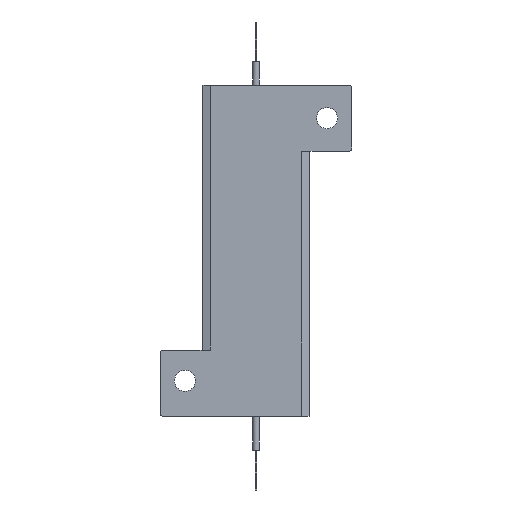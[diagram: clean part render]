
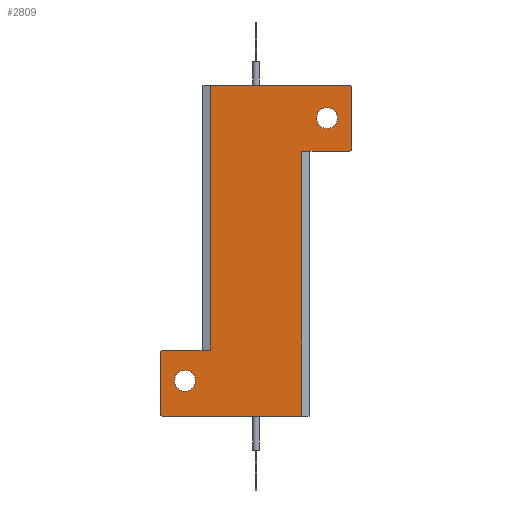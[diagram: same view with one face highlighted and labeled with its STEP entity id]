
A CAD part, front view. The second image highlights one B-rep face of the part: STEP entity #2809.
In plain terms, the highlighted planar face has unit normal (0, -1, 0).
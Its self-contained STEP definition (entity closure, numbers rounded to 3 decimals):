
#16 = DIRECTION ( 'NONE',  ( 0., 0., 1. ) ) ;
#18 = CARTESIAN_POINT ( 'NONE',  ( -14.48, 0., -24.995 ) ) ;
#48 = DIRECTION ( 'NONE',  ( 1., 0., 0. ) ) ;
#52 = CARTESIAN_POINT ( 'NONE',  ( -14.48, 0., -24.995 ) ) ;
#80 = VERTEX_POINT ( 'NONE', #205 ) ;
#128 = VERTEX_POINT ( 'NONE', #1014 ) ;
#159 = CARTESIAN_POINT ( 'NONE',  ( 6.918, 0., -24.995 ) ) ;
#165 = DIRECTION ( 'NONE',  ( 0., 0., 1. ) ) ;
#181 = EDGE_CURVE ( 'NONE', #4414, #128, #5059, .T. ) ;
#205 = CARTESIAN_POINT ( 'NONE',  ( 10.72, 0., 18.425 ) ) ;
#529 = EDGE_CURVE ( 'NONE', #4983, #4982, #5101, .T. ) ;
#569 = EDGE_CURVE ( 'NONE', #1393, #4414, #5170, .T. ) ;
#942 = AXIS2_PLACEMENT_3D ( 'NONE', #2486, #2487, #2488 ) ;
#943 = AXIS2_PLACEMENT_3D ( 'NONE', #2489, #2490, #2491 ) ;
#944 = AXIS2_PLACEMENT_3D ( 'NONE', #2494, #2495, #2496 ) ;
#945 = AXIS2_PLACEMENT_3D ( 'NONE', #2497, #2498, #2499 ) ;
#946 = AXIS2_PLACEMENT_3D ( 'NONE', #2502, #2503, #2504 ) ;
#947 = AXIS2_PLACEMENT_3D ( 'NONE', #2507, #2508, #2509 ) ;
#1014 = CARTESIAN_POINT ( 'NONE',  ( 6.918, 0., 14.995 ) ) ;
#1041 = CARTESIAN_POINT ( 'NONE',  ( -13.98, 0., -24.995 ) ) ;
#1393 = VERTEX_POINT ( 'NONE', #1041 ) ;
#1649 = CARTESIAN_POINT ( 'NONE',  ( -6.918, 0., 24.995 ) ) ;
#1650 = DIRECTION ( 'NONE',  ( 0., 0., -1. ) ) ;
#1709 = CIRCLE ( 'NONE', #2636, 1.59 ) ;
#1930 = EDGE_CURVE ( 'NONE', #4985, #5004, #1709, .T. ) ;
#2194 = CARTESIAN_POINT ( 'NONE',  ( -10.72, 0., -19.655 ) ) ;
#2195 = DIRECTION ( 'NONE',  ( 0., 1., 0. ) ) ;
#2196 = DIRECTION ( 'NONE',  ( 0., 0., 1. ) ) ;
#2470 = CARTESIAN_POINT ( 'NONE',  ( 14.48, 0., -24.995 ) ) ;
#2471 = DIRECTION ( 'NONE',  ( 0., 0., 1. ) ) ;
#2484 = CARTESIAN_POINT ( 'NONE',  ( -6.918, 0., -14.995 ) ) ;
#2485 = DIRECTION ( 'NONE',  ( -1., 0., 0. ) ) ;
#2486 = CARTESIAN_POINT ( 'NONE',  ( 10.72, 0., 20.015 ) ) ;
#2487 = DIRECTION ( 'NONE',  ( 0., 1., 0. ) ) ;
#2488 = DIRECTION ( 'NONE',  ( 0., 0., 1. ) ) ;
#2489 = CARTESIAN_POINT ( 'NONE',  ( -10.72, 0., -19.655 ) ) ;
#2490 = DIRECTION ( 'NONE',  ( 0., 1., 0. ) ) ;
#2491 = DIRECTION ( 'NONE',  ( 0., 0., 1. ) ) ;
#2492 = CARTESIAN_POINT ( 'NONE',  ( 14.48, 0., 14.995 ) ) ;
#2493 = DIRECTION ( 'NONE',  ( 1., 0., 0. ) ) ;
#2494 = CARTESIAN_POINT ( 'NONE',  ( -13.98, 0., -15.495 ) ) ;
#2495 = DIRECTION ( 'NONE',  ( 0., -1., 0. ) ) ;
#2496 = DIRECTION ( 'NONE',  ( 1., 0., 0. ) ) ;
#2497 = CARTESIAN_POINT ( 'NONE',  ( -13.98, 0., -24.495 ) ) ;
#2498 = DIRECTION ( 'NONE',  ( 0., -1., 0. ) ) ;
#2499 = DIRECTION ( 'NONE',  ( 1., 0., 0. ) ) ;
#2500 = CARTESIAN_POINT ( 'NONE',  ( -14.48, 0., 24.995 ) ) ;
#2501 = DIRECTION ( 'NONE',  ( 1., 0., 0. ) ) ;
#2502 = CARTESIAN_POINT ( 'NONE',  ( 13.98, 0., 15.495 ) ) ;
#2503 = DIRECTION ( 'NONE',  ( 0., -1., 0. ) ) ;
#2504 = DIRECTION ( 'NONE',  ( 1., 0., 0. ) ) ;
#2507 = CARTESIAN_POINT ( 'NONE',  ( 13.98, 0., 24.495 ) ) ;
#2508 = DIRECTION ( 'NONE',  ( 0., -1., 0. ) ) ;
#2509 = DIRECTION ( 'NONE',  ( 1., 0., 0. ) ) ;
#2535 = CARTESIAN_POINT ( 'NONE',  ( 13.98, 0., 14.995 ) ) ;
#2536 = CARTESIAN_POINT ( 'NONE',  ( -13.98, 0., -14.995 ) ) ;
#2546 = CARTESIAN_POINT ( 'NONE',  ( 6.918, 0., -24.995 ) ) ;
#2570 = CARTESIAN_POINT ( 'NONE',  ( 14.48, 0., 24.495 ) ) ;
#2571 = CARTESIAN_POINT ( 'NONE',  ( -14.48, 0., -15.495 ) ) ;
#2572 = CARTESIAN_POINT ( 'NONE',  ( -14.48, 0., -24.495 ) ) ;
#2573 = CARTESIAN_POINT ( 'NONE',  ( -10.72, 0., -21.245 ) ) ;
#2577 = CARTESIAN_POINT ( 'NONE',  ( 14.48, 0., 15.495 ) ) ;
#2584 = CARTESIAN_POINT ( 'NONE',  ( 13.98, 0., 24.995 ) ) ;
#2589 = CARTESIAN_POINT ( 'NONE',  ( -6.918, 0., -14.995 ) ) ;
#2590 = CARTESIAN_POINT ( 'NONE',  ( -6.918, 0., 24.995 ) ) ;
#2591 = CARTESIAN_POINT ( 'NONE',  ( -10.72, 0., -18.065 ) ) ;
#2593 = CARTESIAN_POINT ( 'NONE',  ( 10.72, 0., 21.605 ) ) ;
#2636 = AXIS2_PLACEMENT_3D ( 'NONE', #2194, #2195, #2196 ) ;
#2667 = AXIS2_PLACEMENT_3D ( 'NONE', #3181, #3182, #3183 ) ;
#2685 = AXIS2_PLACEMENT_3D ( 'NONE', #3005, #3006, #3007 ) ;
#2809 = ADVANCED_FACE ( 'NONE', ( #3345, #3349, #3346 ), #3175, .T. ) ;
#2929 = ORIENTED_EDGE ( 'NONE', *, *, #4075, .T. ) ;
#2930 = ORIENTED_EDGE ( 'NONE', *, *, #3578, .T. ) ;
#2931 = ORIENTED_EDGE ( 'NONE', *, *, #4076, .T. ) ;
#2932 = ORIENTED_EDGE ( 'NONE', *, *, #1930, .T. ) ;
#2933 = ORIENTED_EDGE ( 'NONE', *, *, #4077, .T. ) ;
#2934 = ORIENTED_EDGE ( 'NONE', *, *, #4078, .T. ) ;
#2935 = ORIENTED_EDGE ( 'NONE', *, *, #529, .F. ) ;
#2936 = ORIENTED_EDGE ( 'NONE', *, *, #4079, .T. ) ;
#2937 = ORIENTED_EDGE ( 'NONE', *, *, #569, .T. ) ;
#2938 = ORIENTED_EDGE ( 'NONE', *, *, #181, .T. ) ;
#2939 = ORIENTED_EDGE ( 'NONE', *, *, #4080, .T. ) ;
#2940 = ORIENTED_EDGE ( 'NONE', *, *, #4081, .T. ) ;
#2941 = ORIENTED_EDGE ( 'NONE', *, *, #4072, .T. ) ;
#2942 = ORIENTED_EDGE ( 'NONE', *, *, #4082, .T. ) ;
#2943 = ORIENTED_EDGE ( 'NONE', *, *, #4083, .F. ) ;
#2944 = ORIENTED_EDGE ( 'NONE', *, *, #3619, .T. ) ;
#3005 = CARTESIAN_POINT ( 'NONE',  ( 10.72, 0., 20.015 ) ) ;
#3006 = DIRECTION ( 'NONE',  ( 0., 1., 0. ) ) ;
#3007 = DIRECTION ( 'NONE',  ( 0., 0., 1. ) ) ;
#3175 = PLANE ( 'NONE',  #2667 ) ;
#3181 = CARTESIAN_POINT ( 'NONE',  ( -14.48, 0., -24.995 ) ) ;
#3182 = DIRECTION ( 'NONE',  ( 0., -1., 0. ) ) ;
#3183 = DIRECTION ( 'NONE',  ( 1., 0., 0. ) ) ;
#3345 = FACE_BOUND ( 'NONE', #4763, .T. ) ;
#3346 = FACE_OUTER_BOUND ( 'NONE', #4758, .T. ) ;
#3349 = FACE_BOUND ( 'NONE', #4761, .T. ) ;
#3377 = CIRCLE ( 'NONE', #2685, 1.59 ) ;
#3431 = LINE ( 'NONE', #1649, #3434 ) ;
#3434 = VECTOR ( 'NONE', #1650, 1000. ) ;
#3578 = EDGE_CURVE ( 'NONE', #80, #5006, #3377, .T. ) ;
#3619 = EDGE_CURVE ( 'NONE', #5003, #5002, #3431, .T. ) ;
#4072 = EDGE_CURVE ( 'NONE', #4990, #4989, #4280, .T. ) ;
#4075 = EDGE_CURVE ( 'NONE', #5006, #80, #4285, .T. ) ;
#4076 = EDGE_CURVE ( 'NONE', #5004, #4985, #4287, .T. ) ;
#4077 = EDGE_CURVE ( 'NONE', #5002, #4404, #4288, .T. ) ;
#4078 = EDGE_CURVE ( 'NONE', #4404, #4982, #4289, .T. ) ;
#4079 = EDGE_CURVE ( 'NONE', #4983, #1393, #4291, .T. ) ;
#4080 = EDGE_CURVE ( 'NONE', #128, #4403, #4292, .T. ) ;
#4081 = EDGE_CURVE ( 'NONE', #4403, #4990, #4293, .T. ) ;
#4082 = EDGE_CURVE ( 'NONE', #4989, #4997, #4295, .T. ) ;
#4083 = EDGE_CURVE ( 'NONE', #5003, #4997, #4296, .T. ) ;
#4280 = LINE ( 'NONE', #2470, #4282 ) ;
#4282 = VECTOR ( 'NONE', #2471, 1000. ) ;
#4285 = CIRCLE ( 'NONE', #942, 1.59 ) ;
#4287 = CIRCLE ( 'NONE', #943, 1.59 ) ;
#4288 = LINE ( 'NONE', #2484, #4290 ) ;
#4289 = CIRCLE ( 'NONE', #944, 0.5 ) ;
#4290 = VECTOR ( 'NONE', #2485, 1000. ) ;
#4291 = CIRCLE ( 'NONE', #945, 0.5 ) ;
#4292 = LINE ( 'NONE', #2492, #4294 ) ;
#4293 = CIRCLE ( 'NONE', #946, 0.5 ) ;
#4294 = VECTOR ( 'NONE', #2493, 1000. ) ;
#4295 = CIRCLE ( 'NONE', #947, 0.5 ) ;
#4296 = LINE ( 'NONE', #2500, #4298 ) ;
#4298 = VECTOR ( 'NONE', #2501, 1000. ) ;
#4403 = VERTEX_POINT ( 'NONE', #2535 ) ;
#4404 = VERTEX_POINT ( 'NONE', #2536 ) ;
#4414 = VERTEX_POINT ( 'NONE', #2546 ) ;
#4758 = EDGE_LOOP ( 'NONE', ( #2933, #2934, #2935, #2936, #2937, #2938, #2939, #2940, #2941, #2942, #2943, #2944 ) ) ;
#4761 = EDGE_LOOP ( 'NONE', ( #2931, #2932 ) ) ;
#4763 = EDGE_LOOP ( 'NONE', ( #2929, #2930 ) ) ;
#4982 = VERTEX_POINT ( 'NONE', #2571 ) ;
#4983 = VERTEX_POINT ( 'NONE', #2572 ) ;
#4985 = VERTEX_POINT ( 'NONE', #2573 ) ;
#4989 = VERTEX_POINT ( 'NONE', #2570 ) ;
#4990 = VERTEX_POINT ( 'NONE', #2577 ) ;
#4997 = VERTEX_POINT ( 'NONE', #2584 ) ;
#5002 = VERTEX_POINT ( 'NONE', #2589 ) ;
#5003 = VERTEX_POINT ( 'NONE', #2590 ) ;
#5004 = VERTEX_POINT ( 'NONE', #2591 ) ;
#5006 = VERTEX_POINT ( 'NONE', #2593 ) ;
#5059 = LINE ( 'NONE', #159, #5064 ) ;
#5064 = VECTOR ( 'NONE', #165, 1000. ) ;
#5101 = LINE ( 'NONE', #18, #5105 ) ;
#5105 = VECTOR ( 'NONE', #16, 1000. ) ;
#5170 = LINE ( 'NONE', #52, #5172 ) ;
#5172 = VECTOR ( 'NONE', #48, 1000. ) ;
